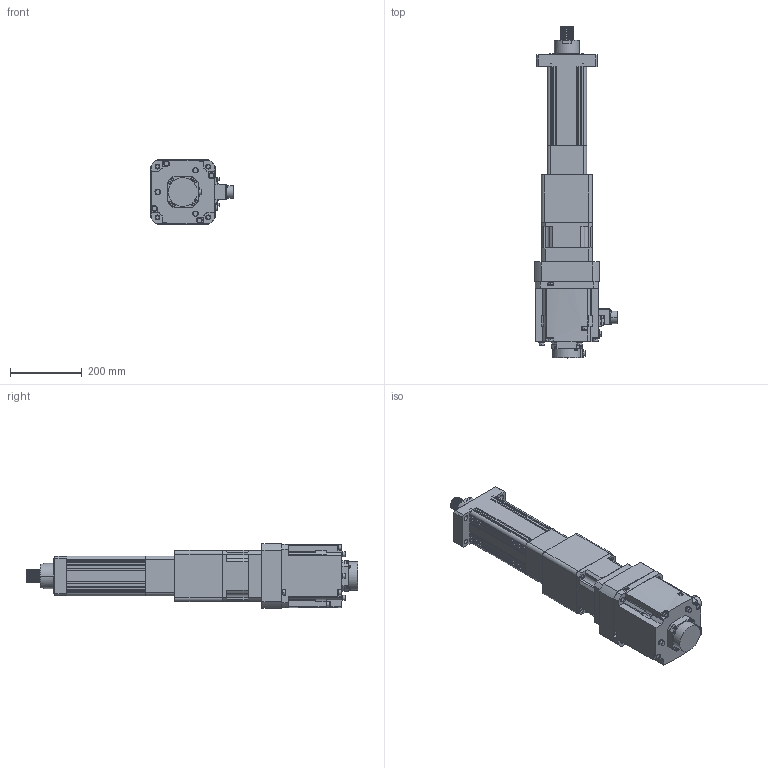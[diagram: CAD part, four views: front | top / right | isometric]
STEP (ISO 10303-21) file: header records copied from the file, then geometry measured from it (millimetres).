
FILE_DESCRIPTION (( 'STEP AP203' ), '1' );
FILE_NAME ('RLA110-10QF-50KN-L75-50mm-s.STEP', '2025-02-06T02:46:12', ( '微软用户' ), ( '微软中国' ), 'SwSTEP 2.0', 'SolidWorks 2022', '' );
FILE_SCHEMA (( 'CONFIG_CONTROL_DESIGN' ));
Length unit declared in the file: millimetre
Products named in the file (4): hg-sn302bj_-s100_; RLA110-10QF-50KN-L75-50mm-s; 110缸行程75直连前法兰安装; PGH142(新款单级35-114.3-200-M12)
Assembly tree (3 placements, depth 2):
  RLA110-10QF-50KN-L75-50mm-s
    110缸行程75直连前法兰安装
    hg-sn302bj_-s100_
    PGH142(新款单级35-114.3-200-M12)
Bounding box: 230.85 x 924 x 180 mm (x, y, z)
Volume: 13624531.6 mm3; surface area: 940955.7 mm2
Topology: 5 solids, 10 shells, 871 faces, 2178 edges, 1443 vertices
Faces by surface type: cylinder 433, plane 431, cone 5, bspline 2
Entity records: 29868 total; most frequent: CARTESIAN_POINT 7998, DIRECTION 4663, ORIENTED_EDGE 4352, EDGE_CURVE 2176, AXIS2_PLACEMENT_3D 1714, VERTEX_POINT 1443, VECTOR 1235, LINE 1235
